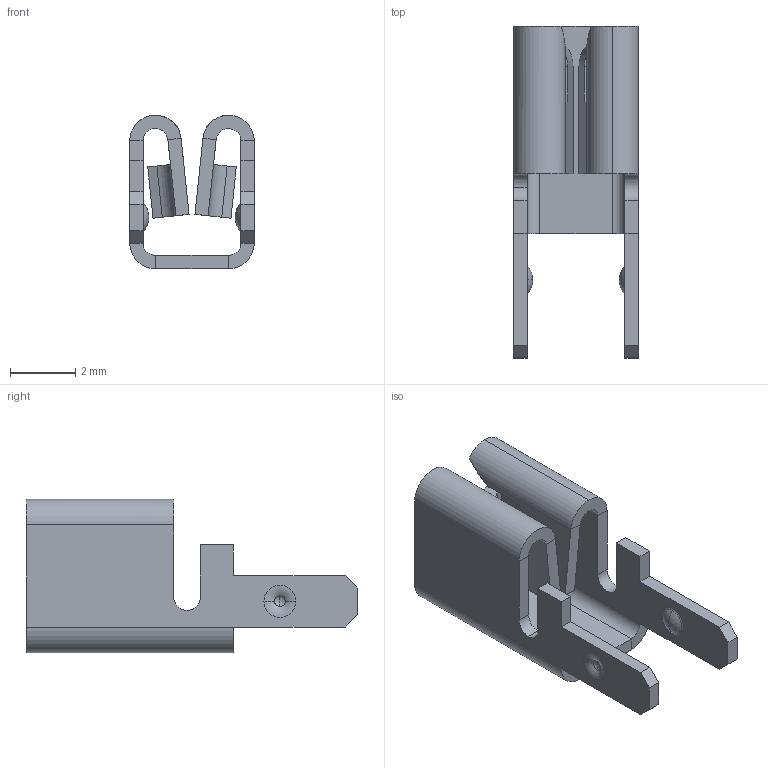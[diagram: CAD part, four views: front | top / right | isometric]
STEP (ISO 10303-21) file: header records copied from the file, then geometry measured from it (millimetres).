
FILE_DESCRIPTION (( 'STEP AP214' ), '1' );
FILE_NAME ('3557.STEP', '2016-03-14T20:02:24', ( '' ), ( '' ), 'SwSTEP 2.0', 'SolidWorks 2013', '' );
FILE_SCHEMA (( 'AUTOMOTIVE_DESIGN' ));
Length unit declared in the file: inch
Products named in the file (1): 3557
Bounding box: 3.81 x 10.16 x 4.7 mm (x, y, z)
Volume: 43.1 mm3; surface area: 245.6 mm2
Topology: 1 solids, 1 shells, 111 faces, 272 edges, 168 vertices
Faces by surface type: plane 78, cylinder 17, sphere 8, torus 8
Entity records: 3691 total; most frequent: DIRECTION 566, CARTESIAN_POINT 564, ORIENTED_EDGE 544, EDGE_CURVE 272, LINE 194, VECTOR 194, AXIS2_PLACEMENT_3D 186, VERTEX_POINT 168
